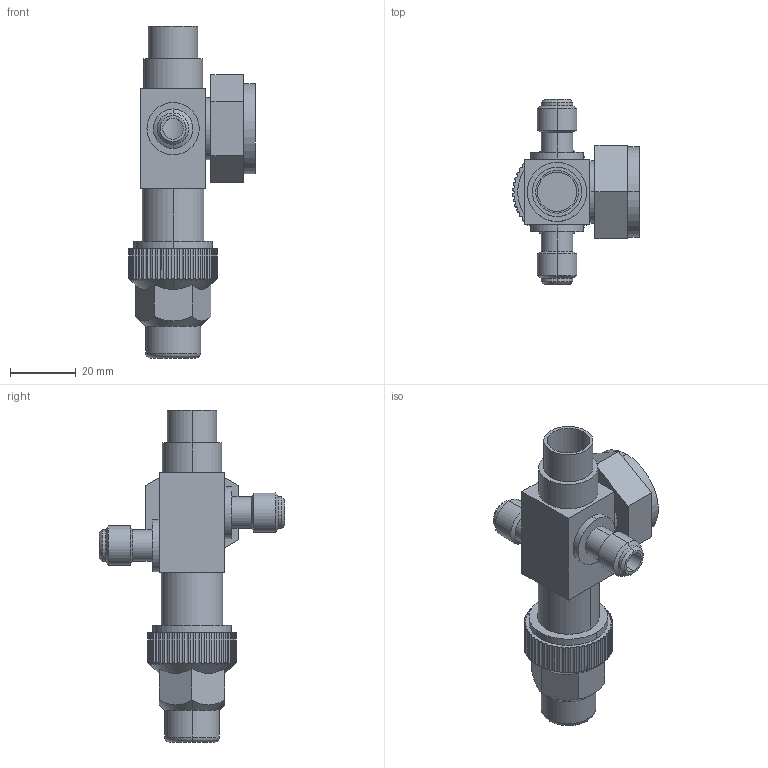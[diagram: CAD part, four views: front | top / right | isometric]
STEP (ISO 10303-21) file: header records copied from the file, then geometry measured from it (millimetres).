
FILE_DESCRIPTION((''),'2;1');
FILE_NAME('6804501V06_','2023-04-04T10:40:23',('U375483'),('DANFOSS COMMERCIAL COMPRESSOR'),'CREO PARAMETRIC BY PTC INC, 2022124','CREO PARAMETRIC BY PTC INC, 2022124','');
FILE_SCHEMA(('CONFIG_CONTROL_DESIGN'));
Length unit declared in the file: millimetre
Products named in the file (1): 6804501V06_
Bounding box: 38.49 x 56.4 x 101 mm (x, y, z)
Volume: 34238.3 mm3; surface area: 15247.9 mm2
Topology: 1 solids, 1 shells, 195 faces, 559 edges, 381 vertices
Faces by surface type: cylinder 143, plane 34, cone 16, torus 2
Entity records: 7197 total; most frequent: CARTESIAN_POINT 1858, DIRECTION 1174, ORIENTED_EDGE 1118, EDGE_CURVE 559, AXIS2_PLACEMENT_3D 490, VERTEX_POINT 381, CIRCLE 295, EDGE_LOOP 214
